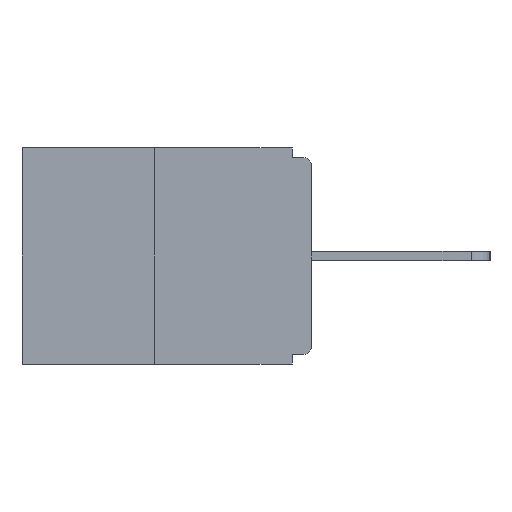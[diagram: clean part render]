
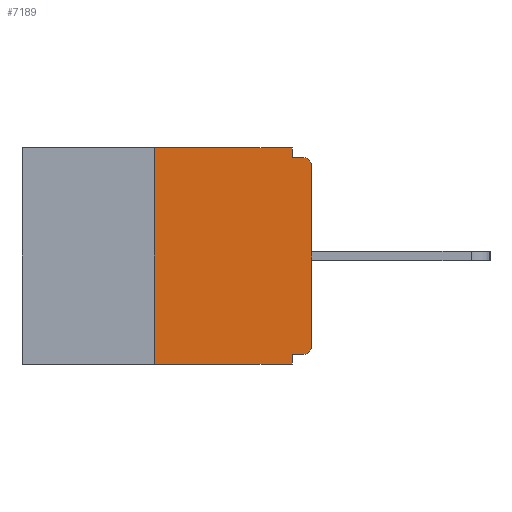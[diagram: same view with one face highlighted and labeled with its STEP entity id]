
A CAD part, left-side view. The second image highlights one B-rep face of the part: STEP entity #7189.
In plain terms, the highlighted planar face has unit normal (-1, 0, 0).
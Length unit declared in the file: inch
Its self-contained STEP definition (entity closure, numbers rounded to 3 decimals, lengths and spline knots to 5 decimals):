
#479 = EDGE_CURVE ( 'NONE', #25241, #23764, #3927, .T. ) ;
#803 = VECTOR ( 'NONE', #5324, 39.37008 ) ;
#1225 = VERTEX_POINT ( 'NONE', #16059 ) ;
#1295 = CARTESIAN_POINT ( 'NONE',  ( 0., 0.031, -0.328 ) ) ;
#1319 = CARTESIAN_POINT ( 'NONE',  ( 0., 0., -0.313 ) ) ;
#1785 = VECTOR ( 'NONE', #23284, 39.37008 ) ;
#1882 = DIRECTION ( 'NONE',  ( 1., 0., 0. ) ) ;
#2009 = DIRECTION ( 'NONE',  ( 0., 0., -1. ) ) ;
#2113 = DIRECTION ( 'NONE',  ( 0., -1., 0. ) ) ;
#3089 = EDGE_CURVE ( 'NONE', #22689, #9624, #15137, .T. ) ;
#3333 = EDGE_CURVE ( 'NONE', #23764, #5274, #22870, .T. ) ;
#3927 = CIRCLE ( 'NONE', #19534, 0.015 ) ;
#4267 = CARTESIAN_POINT ( 'NONE',  ( 0., 0.031, -0.343 ) ) ;
#4310 = CARTESIAN_POINT ( 'NONE',  ( 0., 0.25, -0.343 ) ) ;
#4808 = ORIENTED_EDGE ( 'NONE', *, *, #22972, .T. ) ;
#4846 = LINE ( 'NONE', #23130, #23043 ) ;
#5181 = EDGE_CURVE ( 'NONE', #22646, #24061, #8967, .T. ) ;
#5218 = VECTOR ( 'NONE', #22701, 39.37008 ) ;
#5274 = VERTEX_POINT ( 'NONE', #22884 ) ;
#5324 = DIRECTION ( 'NONE',  ( 0., -1., 0. ) ) ;
#5527 = CARTESIAN_POINT ( 'NONE',  ( 0., 0.25, 0. ) ) ;
#6383 = PLANE ( 'NONE',  #9392 ) ;
#6417 = VERTEX_POINT ( 'NONE', #23496 ) ;
#6420 = DIRECTION ( 'NONE',  ( 0., 0., -1. ) ) ;
#6557 = CARTESIAN_POINT ( 'NONE',  ( 0., 0.031, -0.343 ) ) ;
#6945 = CARTESIAN_POINT ( 'NONE',  ( 0., 0., 0. ) ) ;
#7028 = DIRECTION ( 'NONE',  ( 0., 0., 1. ) ) ;
#7189 = ADVANCED_FACE ( 'NONE', ( #18287 ), #6383, .F. ) ;
#7433 = ORIENTED_EDGE ( 'NONE', *, *, #7672, .F. ) ;
#7672 = EDGE_CURVE ( 'NONE', #25241, #22646, #24075, .T. ) ;
#7739 = ORIENTED_EDGE ( 'NONE', *, *, #3089, .F. ) ;
#7767 = VECTOR ( 'NONE', #2009, 39.37008 ) ;
#7891 = CARTESIAN_POINT ( 'NONE',  ( 0., 0.015, -0.328 ) ) ;
#8501 = CARTESIAN_POINT ( 'NONE',  ( 0., 0.25, 0. ) ) ;
#8967 = LINE ( 'NONE', #4267, #9631 ) ;
#9392 = AXIS2_PLACEMENT_3D ( 'NONE', #20933, #1882, #14604 ) ;
#9589 = DIRECTION ( 'NONE',  ( -1., 0., 0. ) ) ;
#9624 = VERTEX_POINT ( 'NONE', #20427 ) ;
#9631 = VECTOR ( 'NONE', #6420, 39.37008 ) ;
#9690 = ORIENTED_EDGE ( 'NONE', *, *, #26435, .T. ) ;
#10715 = DIRECTION ( 'NONE',  ( 0., -1., 0. ) ) ;
#10817 = CARTESIAN_POINT ( 'NONE',  ( 0., 0.46, -0.343 ) ) ;
#11683 = DIRECTION ( 'NONE',  ( 0., 0., -1. ) ) ;
#12581 = ORIENTED_EDGE ( 'NONE', *, *, #3333, .T. ) ;
#14057 = CARTESIAN_POINT ( 'NONE',  ( 0., 0.015, -0.313 ) ) ;
#14604 = DIRECTION ( 'NONE',  ( 0., 0., -1. ) ) ;
#14744 = VECTOR ( 'NONE', #2113, 39.37008 ) ;
#14952 = LINE ( 'NONE', #24826, #7767 ) ;
#15137 = LINE ( 'NONE', #21693, #803 ) ;
#16059 = CARTESIAN_POINT ( 'NONE',  ( 0., 0.015, -0.015 ) ) ;
#16696 = EDGE_CURVE ( 'NONE', #17106, #22689, #18033, .T. ) ;
#17106 = VERTEX_POINT ( 'NONE', #4310 ) ;
#17475 = EDGE_LOOP ( 'NONE', ( #7739, #19337, #4808, #18941, #7433, #20832, #12581, #9690, #25051, #23020 ) ) ;
#18033 = LINE ( 'NONE', #8501, #1785 ) ;
#18287 = FACE_OUTER_BOUND ( 'NONE', #17475, .T. ) ;
#18366 = CARTESIAN_POINT ( 'NONE',  ( 0., 0., -0.328 ) ) ;
#18934 = LINE ( 'NONE', #10817, #14744 ) ;
#18941 = ORIENTED_EDGE ( 'NONE', *, *, #5181, .F. ) ;
#19326 = EDGE_CURVE ( 'NONE', #6417, #1225, #4846, .T. ) ;
#19337 = ORIENTED_EDGE ( 'NONE', *, *, #16696, .F. ) ;
#19399 = CIRCLE ( 'NONE', #26591, 0.015 ) ;
#19534 = AXIS2_PLACEMENT_3D ( 'NONE', #14057, #9589, #11683 ) ;
#20427 = CARTESIAN_POINT ( 'NONE',  ( 0., 0.031, 0. ) ) ;
#20735 = DIRECTION ( 'NONE',  ( 0., 0., -1. ) ) ;
#20832 = ORIENTED_EDGE ( 'NONE', *, *, #479, .T. ) ;
#20933 = CARTESIAN_POINT ( 'NONE',  ( 0., 0.46, 0. ) ) ;
#21248 = VECTOR ( 'NONE', #7028, 39.37008 ) ;
#21693 = CARTESIAN_POINT ( 'NONE',  ( 0., 0.46, 0. ) ) ;
#22646 = VERTEX_POINT ( 'NONE', #1295 ) ;
#22689 = VERTEX_POINT ( 'NONE', #5527 ) ;
#22701 = DIRECTION ( 'NONE',  ( 0., 1., 0. ) ) ;
#22870 = LINE ( 'NONE', #6945, #21248 ) ;
#22884 = CARTESIAN_POINT ( 'NONE',  ( 0., 0., -0.03 ) ) ;
#22972 = EDGE_CURVE ( 'NONE', #17106, #24061, #18934, .T. ) ;
#23020 = ORIENTED_EDGE ( 'NONE', *, *, #25277, .F. ) ;
#23043 = VECTOR ( 'NONE', #10715, 39.37008 ) ;
#23130 = CARTESIAN_POINT ( 'NONE',  ( 0., 0., -0.015 ) ) ;
#23284 = DIRECTION ( 'NONE',  ( 0., 0., 1. ) ) ;
#23496 = CARTESIAN_POINT ( 'NONE',  ( 0., 0.031, -0.015 ) ) ;
#23764 = VERTEX_POINT ( 'NONE', #1319 ) ;
#24061 = VERTEX_POINT ( 'NONE', #6557 ) ;
#24075 = LINE ( 'NONE', #18366, #5218 ) ;
#24603 = DIRECTION ( 'NONE',  ( -1., 0., 0. ) ) ;
#24826 = CARTESIAN_POINT ( 'NONE',  ( 0., 0.031, 0. ) ) ;
#25051 = ORIENTED_EDGE ( 'NONE', *, *, #19326, .F. ) ;
#25241 = VERTEX_POINT ( 'NONE', #7891 ) ;
#25277 = EDGE_CURVE ( 'NONE', #9624, #6417, #14952, .T. ) ;
#26435 = EDGE_CURVE ( 'NONE', #5274, #1225, #19399, .T. ) ;
#26591 = AXIS2_PLACEMENT_3D ( 'NONE', #26777, #24603, #20735 ) ;
#26777 = CARTESIAN_POINT ( 'NONE',  ( 0., 0.015, -0.03 ) ) ;
